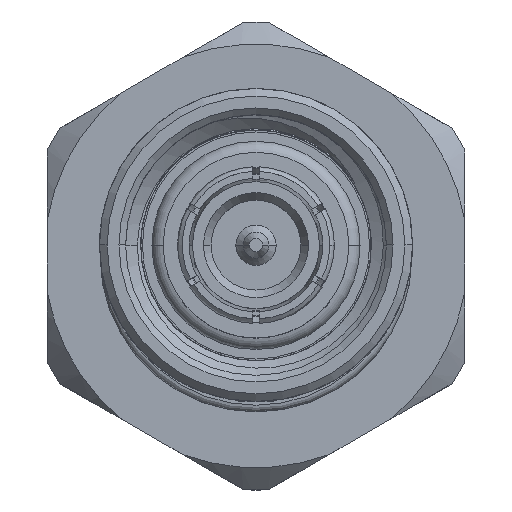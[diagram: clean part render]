
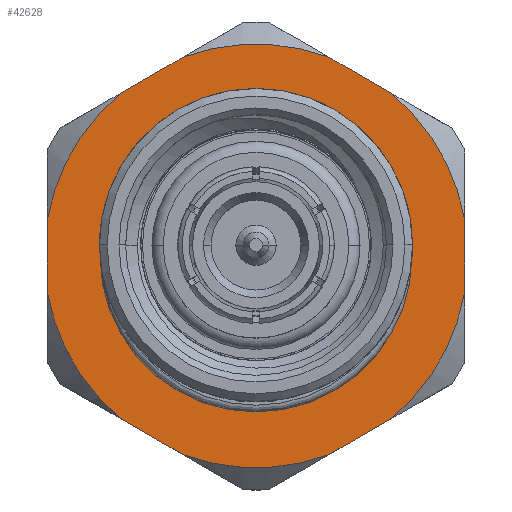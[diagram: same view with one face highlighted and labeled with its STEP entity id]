
A CAD part, top view. The second image highlights one B-rep face of the part: STEP entity #42628.
In plain terms, the highlighted face is planar.
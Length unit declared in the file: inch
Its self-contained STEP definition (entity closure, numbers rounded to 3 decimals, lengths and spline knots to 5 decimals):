
#2931 = CARTESIAN_POINT ( 'NONE',  ( 1.0111, 0., 0.23549 ) ) ;
#3375 = CARTESIAN_POINT ( 'NONE',  ( 1.0111, 0.35269, 0.01904 ) ) ;
#3393 = AXIS2_PLACEMENT_3D ( 'NONE', #66268, #54489, #24424 ) ;
#4259 = VECTOR ( 'NONE', #69772, 39.37008 ) ;
#6756 = DIRECTION ( 'NONE',  ( 1., 0., 0. ) ) ;
#11669 = VECTOR ( 'NONE', #118511, 39.37008 ) ;
#12407 = ORIENTED_EDGE ( 'NONE', *, *, #120433, .T. ) ;
#12955 = CIRCLE ( 'NONE', #79812, 0.31971 ) ;
#17375 = DIRECTION ( 'NONE',  ( 0., 0., -1. ) ) ;
#18059 = ORIENTED_EDGE ( 'NONE', *, *, #53413, .T. ) ;
#18747 = CIRCLE ( 'NONE', #3393, 0.31971 ) ;
#20444 = CARTESIAN_POINT ( 'NONE',  ( 1.0111, 0.31971, 0. ) ) ;
#20564 = CARTESIAN_POINT ( 'NONE',  ( 1.0111, 0.35269, -0.01904 ) ) ;
#23224 = EDGE_CURVE ( 'NONE', #61389, #129165, #18747, .T. ) ;
#23903 = CARTESIAN_POINT ( 'NONE',  ( 1.0111, 0.30021, 0.10994 ) ) ;
#24424 = DIRECTION ( 'NONE',  ( 0., 0., -1. ) ) ;
#26327 = CIRCLE ( 'NONE', #62092, 0.23549 ) ;
#28096 = CARTESIAN_POINT ( 'NONE',  ( 1.0111, -0.24531, 0.20502 ) ) ;
#28481 = ORIENTED_EDGE ( 'NONE', *, *, #108696, .T. ) ;
#28587 = DIRECTION ( 'NONE',  ( 0., 1., 0. ) ) ;
#28883 = CARTESIAN_POINT ( 'NONE',  ( 1.0111, 0., 0. ) ) ;
#30677 = ORIENTED_EDGE ( 'NONE', *, *, #98160, .T. ) ;
#30957 = CIRCLE ( 'NONE', #116980, 0.31971 ) ;
#31262 = VERTEX_POINT ( 'NONE', #74581 ) ;
#31542 = CARTESIAN_POINT ( 'NONE',  ( 1.0111, -0.30021, 0.10994 ) ) ;
#32749 = CARTESIAN_POINT ( 'NONE',  ( 1.0111, 0.0549, 0.31496 ) ) ;
#34846 = VERTEX_POINT ( 'NONE', #32749 ) ;
#35781 = VECTOR ( 'NONE', #117030, 39.37008 ) ;
#36040 = FACE_OUTER_BOUND ( 'NONE', #86791, .T. ) ;
#36076 = DIRECTION ( 'NONE',  ( 0., 0., -1. ) ) ;
#36451 = AXIS2_PLACEMENT_3D ( 'NONE', #67562, #47990, #78926 ) ;
#36912 = VERTEX_POINT ( 'NONE', #31542 ) ;
#39223 = DIRECTION ( 'NONE',  ( 0., 0., -1. ) ) ;
#39466 = VERTEX_POINT ( 'NONE', #67913 ) ;
#42628 = ADVANCED_FACE ( 'NONE', ( #83213, #36040 ), #51360, .T. ) ;
#43631 = EDGE_CURVE ( 'NONE', #34846, #83419, #122284, .T. ) ;
#45264 = ORIENTED_EDGE ( 'NONE', *, *, #65315, .T. ) ;
#46549 = VERTEX_POINT ( 'NONE', #23903 ) ;
#47990 = DIRECTION ( 'NONE',  ( 1., 0., 0. ) ) ;
#48168 = VECTOR ( 'NONE', #127661, 39.37008 ) ;
#48324 = DIRECTION ( 'NONE',  ( 1., 0., 0. ) ) ;
#49336 = EDGE_CURVE ( 'NONE', #55326, #115196, #122029, .T. ) ;
#51360 = PLANE ( 'NONE',  #70145 ) ;
#51585 = LINE ( 'NONE', #122429, #4259 ) ;
#51692 = VERTEX_POINT ( 'NONE', #28096 ) ;
#53413 = EDGE_CURVE ( 'NONE', #129165, #39466, #86047, .T. ) ;
#54489 = DIRECTION ( 'NONE',  ( 1., 0., 0. ) ) ;
#54568 = ORIENTED_EDGE ( 'NONE', *, *, #23224, .T. ) ;
#55326 = VERTEX_POINT ( 'NONE', #70096 ) ;
#56574 = CARTESIAN_POINT ( 'NONE',  ( 1.0111, 0., 0. ) ) ;
#57944 = DIRECTION ( 'NONE',  ( 1., 0., 0. ) ) ;
#61389 = VERTEX_POINT ( 'NONE', #76205 ) ;
#62092 = AXIS2_PLACEMENT_3D ( 'NONE', #90592, #48324, #39223 ) ;
#62283 = AXIS2_PLACEMENT_3D ( 'NONE', #56574, #57944, #36076 ) ;
#65026 = DIRECTION ( 'NONE',  ( 0., 0.5, 0.866 ) ) ;
#65315 = EDGE_CURVE ( 'NONE', #36912, #66425, #73163, .T. ) ;
#66268 = CARTESIAN_POINT ( 'NONE',  ( 1.0111, 0., 0. ) ) ;
#66425 = VERTEX_POINT ( 'NONE', #98808 ) ;
#67562 = CARTESIAN_POINT ( 'NONE',  ( 1.0111, 0., 0. ) ) ;
#67913 = CARTESIAN_POINT ( 'NONE',  ( 1.0111, 0.0549, -0.31496 ) ) ;
#68760 = CARTESIAN_POINT ( 'NONE',  ( 1.0111, 0., 0. ) ) ;
#69772 = DIRECTION ( 'NONE',  ( 0., 0.5, -0.866 ) ) ;
#70096 = CARTESIAN_POINT ( 'NONE',  ( 1.0111, 0., -0.23549 ) ) ;
#70145 = AXIS2_PLACEMENT_3D ( 'NONE', #20444, #6756, #99939 ) ;
#70791 = VERTEX_POINT ( 'NONE', #117462 ) ;
#71630 = DIRECTION ( 'NONE',  ( 1., 0., 0. ) ) ;
#73163 = CIRCLE ( 'NONE', #36451, 0.31971 ) ;
#74581 = CARTESIAN_POINT ( 'NONE',  ( 1.0111, 0.24531, 0.20502 ) ) ;
#74833 = EDGE_CURVE ( 'NONE', #115196, #55326, #26327, .T. ) ;
#76205 = CARTESIAN_POINT ( 'NONE',  ( 1.0111, -0.24531, -0.20502 ) ) ;
#78417 = ORIENTED_EDGE ( 'NONE', *, *, #43631, .T. ) ;
#78926 = DIRECTION ( 'NONE',  ( 0., 0., -1. ) ) ;
#79600 = CARTESIAN_POINT ( 'NONE',  ( 1.0111, 0., 0. ) ) ;
#79680 = DIRECTION ( 'NONE',  ( 1., 0., 0. ) ) ;
#79812 = AXIS2_PLACEMENT_3D ( 'NONE', #116801, #117243, #127679 ) ;
#80283 = ORIENTED_EDGE ( 'NONE', *, *, #80870, .T. ) ;
#80870 = EDGE_CURVE ( 'NONE', #83419, #51692, #95988, .T. ) ;
#81737 = AXIS2_PLACEMENT_3D ( 'NONE', #68760, #79680, #17375 ) ;
#82945 = LINE ( 'NONE', #20564, #92695 ) ;
#83213 = FACE_BOUND ( 'NONE', #127800, .T. ) ;
#83271 = CARTESIAN_POINT ( 'NONE',  ( 1.0111, -0.0549, 0.31496 ) ) ;
#83419 = VERTEX_POINT ( 'NONE', #83271 ) ;
#86047 = LINE ( 'NONE', #100856, #129942 ) ;
#86782 = CARTESIAN_POINT ( 'NONE',  ( 1.0111, -0.19284, 0.29592 ) ) ;
#86791 = EDGE_LOOP ( 'NONE', ( #12407, #87904, #109101, #129370, #125518, #78417, #80283, #28481, #45264, #30677, #54568, #18059 ) ) ;
#87904 = ORIENTED_EDGE ( 'NONE', *, *, #132353, .T. ) ;
#90592 = CARTESIAN_POINT ( 'NONE',  ( 1.0111, 0., 0. ) ) ;
#92380 = CARTESIAN_POINT ( 'NONE',  ( 1.0111, 0.24531, -0.20502 ) ) ;
#92695 = VECTOR ( 'NONE', #65026, 39.37008 ) ;
#94690 = AXIS2_PLACEMENT_3D ( 'NONE', #79600, #100018, #120447 ) ;
#95988 = CIRCLE ( 'NONE', #62283, 0.31971 ) ;
#97186 = EDGE_CURVE ( 'NONE', #31262, #34846, #124810, .T. ) ;
#98115 = ORIENTED_EDGE ( 'NONE', *, *, #49336, .F. ) ;
#98160 = EDGE_CURVE ( 'NONE', #66425, #61389, #51585, .T. ) ;
#98808 = CARTESIAN_POINT ( 'NONE',  ( 1.0111, -0.30021, -0.10994 ) ) ;
#99496 = CARTESIAN_POINT ( 'NONE',  ( 1.0111, -0.0549, -0.31496 ) ) ;
#99939 = DIRECTION ( 'NONE',  ( 0., 0., -1. ) ) ;
#100018 = DIRECTION ( 'NONE',  ( 1., 0., 0. ) ) ;
#100856 = CARTESIAN_POINT ( 'NONE',  ( 1.0111, 0.31971, -0.31496 ) ) ;
#103480 = LINE ( 'NONE', #86782, #48168 ) ;
#108696 = EDGE_CURVE ( 'NONE', #51692, #36912, #103480, .T. ) ;
#109101 = ORIENTED_EDGE ( 'NONE', *, *, #132917, .T. ) ;
#115196 = VERTEX_POINT ( 'NONE', #2931 ) ;
#116801 = CARTESIAN_POINT ( 'NONE',  ( 1.0111, 0., 0. ) ) ;
#116980 = AXIS2_PLACEMENT_3D ( 'NONE', #28883, #71630, #123837 ) ;
#117030 = DIRECTION ( 'NONE',  ( 0., -0.5, 0.866 ) ) ;
#117243 = DIRECTION ( 'NONE',  ( 1., 0., 0. ) ) ;
#117462 = CARTESIAN_POINT ( 'NONE',  ( 1.0111, 0.30021, -0.10994 ) ) ;
#118511 = DIRECTION ( 'NONE',  ( 0., -1., 0. ) ) ;
#120315 = CARTESIAN_POINT ( 'NONE',  ( 1.0111, 0.31971, 0.31496 ) ) ;
#120433 = EDGE_CURVE ( 'NONE', #39466, #128315, #30957, .T. ) ;
#120447 = DIRECTION ( 'NONE',  ( 0., 0., -1. ) ) ;
#122029 = CIRCLE ( 'NONE', #81737, 0.23549 ) ;
#122284 = LINE ( 'NONE', #120315, #11669 ) ;
#122429 = CARTESIAN_POINT ( 'NONE',  ( 1.0111, -0.19284, -0.29592 ) ) ;
#123837 = DIRECTION ( 'NONE',  ( 0., 0., -1. ) ) ;
#124810 = CIRCLE ( 'NONE', #94690, 0.31971 ) ;
#125518 = ORIENTED_EDGE ( 'NONE', *, *, #97186, .T. ) ;
#127661 = DIRECTION ( 'NONE',  ( 0., -0.5, -0.866 ) ) ;
#127679 = DIRECTION ( 'NONE',  ( 0., 0., -1. ) ) ;
#127800 = EDGE_LOOP ( 'NONE', ( #98115, #131004 ) ) ;
#128315 = VERTEX_POINT ( 'NONE', #92380 ) ;
#128500 = LINE ( 'NONE', #3375, #35781 ) ;
#129165 = VERTEX_POINT ( 'NONE', #99496 ) ;
#129370 = ORIENTED_EDGE ( 'NONE', *, *, #129897, .T. ) ;
#129897 = EDGE_CURVE ( 'NONE', #46549, #31262, #128500, .T. ) ;
#129942 = VECTOR ( 'NONE', #28587, 39.37008 ) ;
#131004 = ORIENTED_EDGE ( 'NONE', *, *, #74833, .F. ) ;
#132353 = EDGE_CURVE ( 'NONE', #128315, #70791, #82945, .T. ) ;
#132917 = EDGE_CURVE ( 'NONE', #70791, #46549, #12955, .T. ) ;
